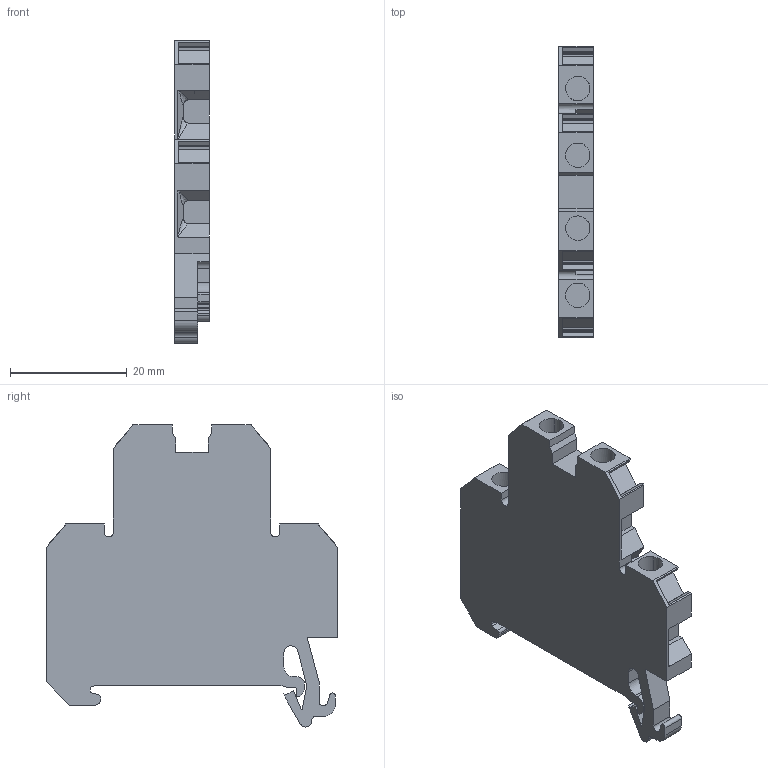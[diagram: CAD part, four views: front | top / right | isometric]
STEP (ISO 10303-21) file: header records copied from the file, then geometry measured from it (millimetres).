
FILE_DESCRIPTION(('CATIA V5 STEP Exchange','CAx-IF Rec.Pracs.--- Model Styling and Organization---1.4--- 2014-01-23'),'2;1');
FILE_NAME ('002305-1_0', '2021-11-05T12:24:08+00:00', ('none'), ('Weidmueller'), 'CATIA Version 5-6 Release 2016 SP3 HF44', 'CATIA V5 STEP AP214', 'none');
FILE_SCHEMA(('AUTOMOTIVE_DESIGN { 1 0 10303 214 1 1 1 1 }'));
Length unit declared in the file: millimetre
Products named in the file (1): 10218_DK_4-35_1D_A_AllCATPart
Bounding box: 6 x 50 x 51.85 mm (x, y, z)
Volume: 9837.7 mm3; surface area: 5425.4 mm2
Topology: 1 solids, 1 shells, 209 faces, 604 edges, 403 vertices
Faces by surface type: plane 150, cylinder 35, cone 16, bspline 8
Entity records: 8263 total; most frequent: CARTESIAN_POINT 2949, ORIENTED_EDGE 1208, DIRECTION 906, EDGE_CURVE 604, VECTOR 455, LINE 455, VERTEX_POINT 403, AXIS2_PLACEMENT_3D 279
